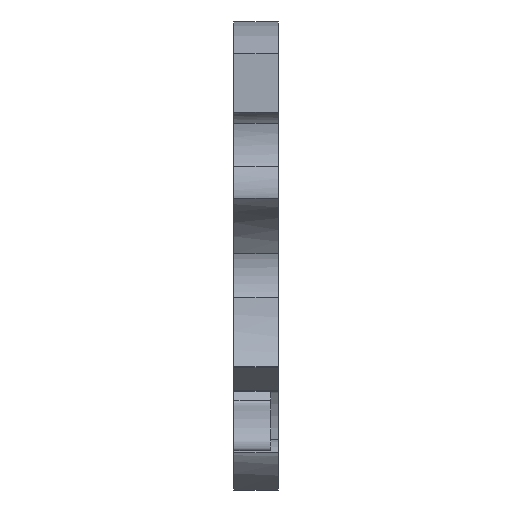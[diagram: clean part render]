
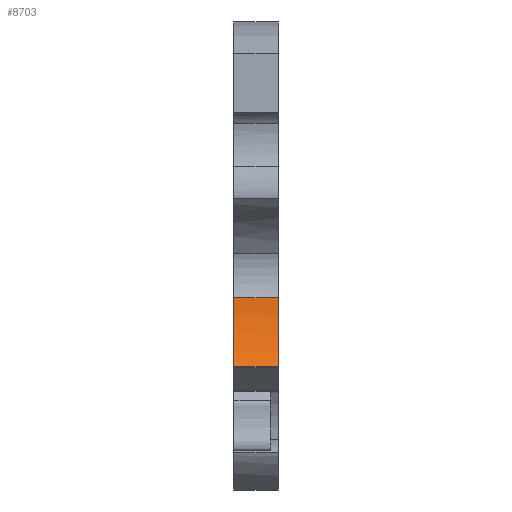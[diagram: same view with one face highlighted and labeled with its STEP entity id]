
A CAD part, top view. The second image highlights one B-rep face of the part: STEP entity #8703.
In plain terms, the highlighted free-form (B-spline) face has degree [2, 1] with [3, 2] control points.
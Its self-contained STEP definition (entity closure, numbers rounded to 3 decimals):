
#8680 = VERTEX_POINT('',#8681);
#8681 = CARTESIAN_POINT('',(0.,-45.415,125.631));
#8688 = VERTEX_POINT('',#8689);
#8689 = CARTESIAN_POINT('',(17.349,-45.415,
    125.631));
#8694 = EDGE_CURVE('',#8680,#8688,#8695,.T.);
#8695 = B_SPLINE_CURVE_WITH_KNOTS('',1,(#8696,#8697),.UNSPECIFIED.,.F.,
  .F.,(2,2),(0.,12.),.PIECEWISE_BEZIER_KNOTS.);
#8696 = CARTESIAN_POINT('',(0.,-45.415,125.631));
#8697 = CARTESIAN_POINT('',(17.349,-45.415,
    125.631));
#8703 = ADVANCED_FACE('',(#8704),#8728,.F.);
#8704 = FACE_BOUND('',#8705,.F.);
#8705 = EDGE_LOOP('',(#8706,#8715,#8721,#8722));
#8706 = ORIENTED_EDGE('',*,*,#8707,.T.);
#8707 = EDGE_CURVE('',#8708,#8710,#8712,.T.);
#8708 = VERTEX_POINT('',#8709);
#8709 = CARTESIAN_POINT('',(0.,-18.219,115.598));
#8710 = VERTEX_POINT('',#8711);
#8711 = CARTESIAN_POINT('',(17.349,-18.219,
    115.598));
#8712 = B_SPLINE_CURVE_WITH_KNOTS('',1,(#8713,#8714),.UNSPECIFIED.,.F.,
  .F.,(2,2),(0.,12.),.PIECEWISE_BEZIER_KNOTS.);
#8713 = CARTESIAN_POINT('',(0.,-18.219,115.598));
#8714 = CARTESIAN_POINT('',(17.349,-18.219,
    115.598));
#8715 = ORIENTED_EDGE('',*,*,#8716,.T.);
#8716 = EDGE_CURVE('',#8710,#8688,#8717,.T.);
#8717 = ( BOUNDED_CURVE() B_SPLINE_CURVE(2,(#8718,#8719,#8720),
.UNSPECIFIED.,.F.,.F.) B_SPLINE_CURVE_WITH_KNOTS((3,3),(5.694,
6.283),.PIECEWISE_BEZIER_KNOTS.) CURVE() 
GEOMETRIC_REPRESENTATION_ITEM() RATIONAL_B_SPLINE_CURVE((1.,
0.957,1.)) REPRESENTATION_ITEM('') );
#8718 = CARTESIAN_POINT('',(17.349,-18.219,
    115.598));
#8719 = CARTESIAN_POINT('',(17.349,-33.34,
    116.487));
#8720 = CARTESIAN_POINT('',(17.349,-45.415,
    125.631));
#8721 = ORIENTED_EDGE('',*,*,#8694,.F.);
#8722 = ORIENTED_EDGE('',*,*,#8723,.T.);
#8723 = EDGE_CURVE('',#8680,#8708,#8724,.T.);
#8724 = ( BOUNDED_CURVE() B_SPLINE_CURVE(2,(#8725,#8726,#8727),
.UNSPECIFIED.,.F.,.F.) B_SPLINE_CURVE_WITH_KNOTS((3,3),(0.,
0.589),.PIECEWISE_BEZIER_KNOTS.) CURVE() 
GEOMETRIC_REPRESENTATION_ITEM() RATIONAL_B_SPLINE_CURVE((1.,
0.957,1.)) REPRESENTATION_ITEM('') );
#8725 = CARTESIAN_POINT('',(0.,-45.415,125.631));
#8726 = CARTESIAN_POINT('',(0.,-33.34,116.487));
#8727 = CARTESIAN_POINT('',(0.,-18.219,115.598));
#8728 = ( BOUNDED_SURFACE() B_SPLINE_SURFACE(2,1,(
    (#8729,#8730)
    ,(#8731,#8732)
    ,(#8733,#8734
)),.UNSPECIFIED.,.F.,.F.,.F.) B_SPLINE_SURFACE_WITH_KNOTS((3,3),(2,2),(
    0.,0.589),(0.,12.),.PIECEWISE_BEZIER_KNOTS.) 
GEOMETRIC_REPRESENTATION_ITEM() RATIONAL_B_SPLINE_SURFACE((
    (1.,1.)
    ,(0.957,0.957)
,(1.,1.))) REPRESENTATION_ITEM('') SURFACE() );
#8729 = CARTESIAN_POINT('',(0.,-45.415,125.631));
#8730 = CARTESIAN_POINT('',(17.349,-45.415,
    125.631));
#8731 = CARTESIAN_POINT('',(0.,-33.34,116.487));
#8732 = CARTESIAN_POINT('',(17.349,-33.34,
    116.487));
#8733 = CARTESIAN_POINT('',(0.,-18.219,115.598));
#8734 = CARTESIAN_POINT('',(17.349,-18.219,
    115.598));
